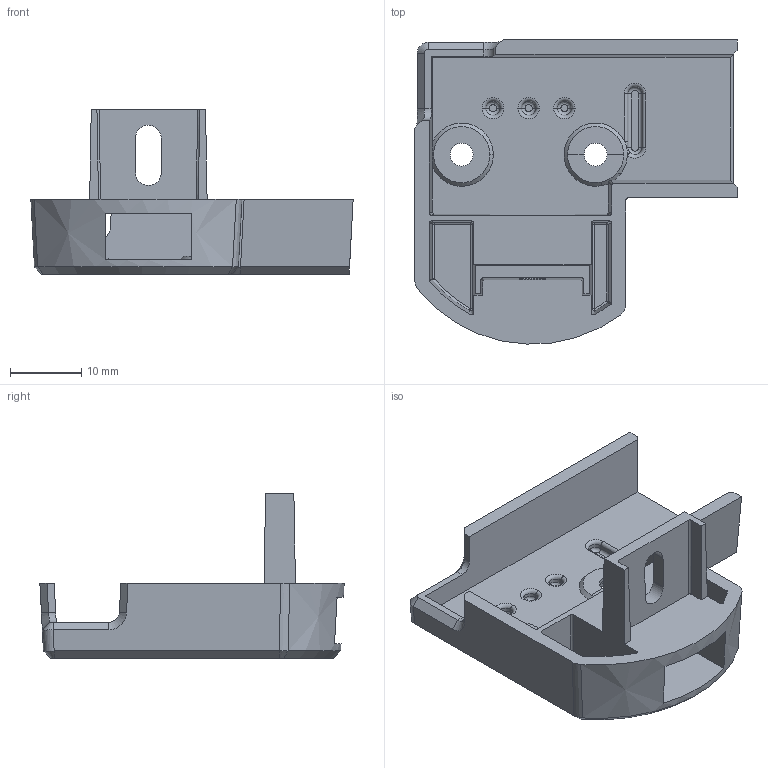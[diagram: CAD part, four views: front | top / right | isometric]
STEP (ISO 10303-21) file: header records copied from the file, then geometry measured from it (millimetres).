
FILE_DESCRIPTION((''),'2;1');
FILE_NAME('TANTOU_1','2014-01-08T',('magicfirm-xx'),(''),'PRO/ENGINEER BY PARAMETRIC TECHNOLOGY CORPORATION, 2012130','PRO/ENGINEER BY PARAMETRIC TECHNOLOGY CORPORATION, 2012130','');
FILE_SCHEMA(('CONFIG_CONTROL_DESIGN'));
Length unit declared in the file: millimetre
Products named in the file (1): TANTOU_1
Bounding box: 45.1 x 42.58 x 22.98 mm (x, y, z)
Volume: 6150.3 mm3; surface area: 6756.5 mm2
Topology: 1 solids, 1 shells, 152 faces, 374 edges, 226 vertices
Faces by surface type: plane 55, cylinder 41, bspline 23, cone 14, torus 11, sphere 8
Entity records: 5327 total; most frequent: CARTESIAN_POINT 1822, ORIENTED_EDGE 748, DIRECTION 687, EDGE_CURVE 374, AXIS2_PLACEMENT_3D 249, VERTEX_POINT 226, VECTOR 189, LINE 189
